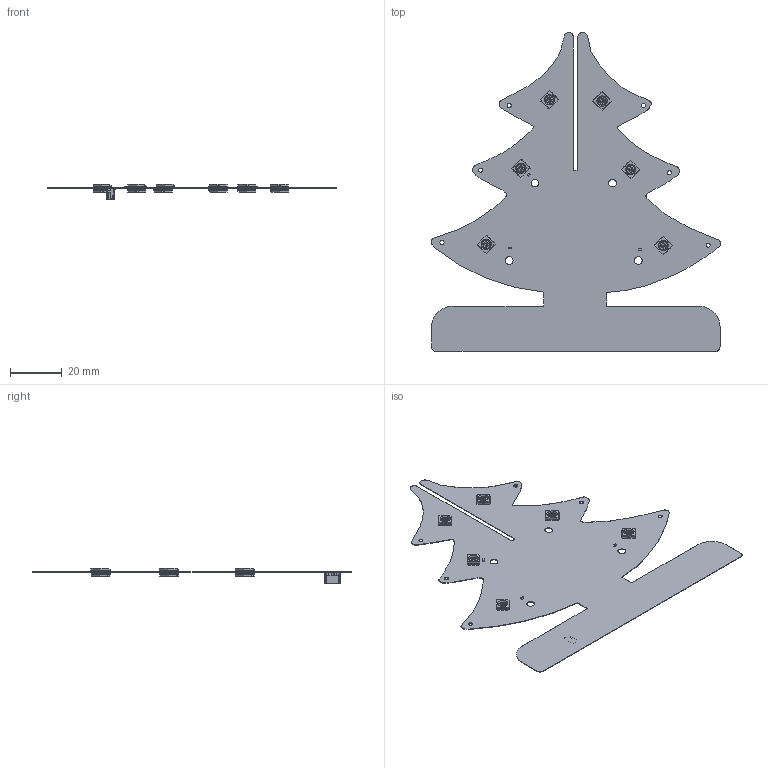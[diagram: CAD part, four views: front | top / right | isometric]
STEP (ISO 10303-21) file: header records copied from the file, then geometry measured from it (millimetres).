
FILE_DESCRIPTION(('Open CASCADE Model'),'2;1');
FILE_NAME('Open CASCADE Shape Model','2025-05-20T08:34:54',('Author'),( 'Open CASCADE'),'Open CASCADE STEP processor 7.5','Open CASCADE 7.5' ,'Unknown');
FILE_SCHEMA(('AUTOMOTIVE_DESIGN { 1 0 10303 214 1 1 1 1 }'));
Length unit declared in the file: millimetre
Products named in the file (32): PCB; Board; Open CASCADE STEP translator 7.5 22.1.1; C2; 5676140336; Extruded; 5676140176; L22; 150505M1xxx; cover; housing; base; L21; L20; L19; L26; L18; L25; L17; L24; L16; L23; L15; J1; DUELink-Connector-BM04B-SRSS-TB; C3; C1; 6821323936; 6821331856
Assembly tree (48 placements, depth 4):
  PCB
    Board
      Open CASCADE STEP translator 7.5 22.1.1
    C2
      5676140336
        Extruded
      5676140176  x2
        Extruded
    L22
      150505M1xxx
        cover
        housing
        base  x2
    L21
      150505M1xxx
        cover
        housing
        base  x2
    L20
      150505M1xxx
        cover
        housing
        base  x2
    L19
      150505M1xxx
        cover
        housing
        base  x2
    L26
      150505M1xxx
        cover
        housing
        base  x2
    L18
      150505M1xxx
        cover
        housing
        base  x2
    L25
      150505M1xxx
        cover
        housing
        base  x2
    L17
      150505M1xxx
        cover
        housing
        base  x2
    L24
      150505M1xxx
        cover
        housing
        base  x2
    L16
      150505M1xxx
        cover
        housing
        base  x2
    L23
      150505M1xxx
Bounding box: 111.81 x 123.45 x 6.12 mm (x, y, z)
Volume: 1810.1 mm3; surface area: 17278.6 mm2
Topology: 121 solids, 121 shells, 3680 faces, 11433 edges, 9500 vertices
Faces by surface type: plane 2883, cylinder 785, cone 12
Full cylindrical faces by diameter (mm): 1.3 x12, 1.6 x6, 3 x4
Entity records: 35214 total; most frequent: CARTESIAN_POINT 7771, DIRECTION 4832, ORIENTED_EDGE 3364, LINE 2742, VECTOR 2742, EDGE_CURVE 1682, GEOMETRIC_CURVE_SET 1428, TRIMMED_CURVE 1428
